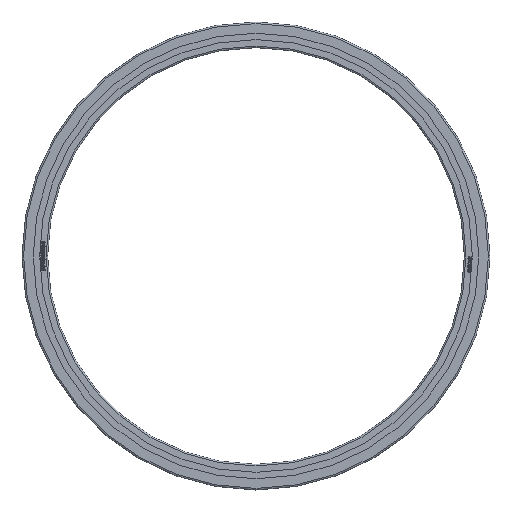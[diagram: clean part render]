
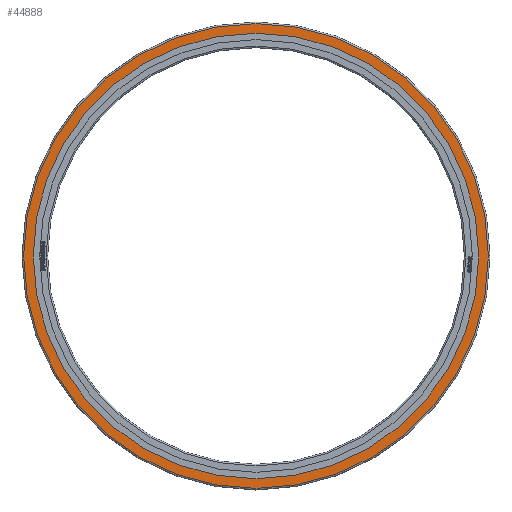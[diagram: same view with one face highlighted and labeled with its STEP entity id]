
A CAD part, top view. The second image highlights one B-rep face of the part: STEP entity #44888.
In plain terms, the highlighted planar face has unit normal (0, 0, 1).
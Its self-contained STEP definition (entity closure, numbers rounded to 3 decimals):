
#439 = PLANE ( 'NONE',  #54354 ) ;
#1483 = CARTESIAN_POINT ( 'NONE',  ( -72.5, 0., 4. ) ) ;
#7065 = AXIS2_PLACEMENT_3D ( 'NONE', #8515, #28928, #17591 ) ;
#8515 = CARTESIAN_POINT ( 'NONE',  ( 0., 0., 4. ) ) ;
#8959 = CARTESIAN_POINT ( 'NONE',  ( 72.5, 0., 4. ) ) ;
#9372 = ORIENTED_EDGE ( 'NONE', *, *, #44452, .T. ) ;
#10262 = CARTESIAN_POINT ( 'NONE',  ( -69.5, 0., 4. ) ) ;
#10692 = DIRECTION ( 'NONE',  ( 1., 0., 0. ) ) ;
#13575 = CARTESIAN_POINT ( 'NONE',  ( 0., 0., 4. ) ) ;
#14771 = ORIENTED_EDGE ( 'NONE', *, *, #14918, .F. ) ;
#14918 = EDGE_CURVE ( 'NONE', #22504, #46811, #32129, .T. ) ;
#17356 = AXIS2_PLACEMENT_3D ( 'NONE', #13575, #42006, #30406 ) ;
#17591 = DIRECTION ( 'NONE',  ( 1., 0., 0. ) ) ;
#17953 = EDGE_CURVE ( 'NONE', #41651, #47135, #22432, .T. ) ;
#18026 = AXIS2_PLACEMENT_3D ( 'NONE', #19769, #45944, #33529 ) ;
#19769 = CARTESIAN_POINT ( 'NONE',  ( 0., 0., 4. ) ) ;
#20023 = CIRCLE ( 'NONE', #17356, 72.5 ) ;
#21769 = ORIENTED_EDGE ( 'NONE', *, *, #17953, .T. ) ;
#21928 = CARTESIAN_POINT ( 'NONE',  ( 0., 0., 4. ) ) ;
#22432 = CIRCLE ( 'NONE', #29600, 72.5 ) ;
#22504 = VERTEX_POINT ( 'NONE', #10262 ) ;
#25221 = ORIENTED_EDGE ( 'NONE', *, *, #53819, .F. ) ;
#28928 = DIRECTION ( 'NONE',  ( 0., 0., 1. ) ) ;
#29600 = AXIS2_PLACEMENT_3D ( 'NONE', #35786, #52630, #10692 ) ;
#29659 = DIRECTION ( 'NONE',  ( 0., 0., 1. ) ) ;
#30406 = DIRECTION ( 'NONE',  ( 1., 0., 0. ) ) ;
#32129 = CIRCLE ( 'NONE', #18026, 69.5 ) ;
#33529 = DIRECTION ( 'NONE',  ( 1., 0., 0. ) ) ;
#34773 = EDGE_LOOP ( 'NONE', ( #25221, #14771 ) ) ;
#35786 = CARTESIAN_POINT ( 'NONE',  ( 0., 0., 4. ) ) ;
#41651 = VERTEX_POINT ( 'NONE', #8959 ) ;
#42006 = DIRECTION ( 'NONE',  ( 0., 0., 1. ) ) ;
#42612 = FACE_OUTER_BOUND ( 'NONE', #48300, .T. ) ;
#44268 = CARTESIAN_POINT ( 'NONE',  ( 69.5, 0., 4. ) ) ;
#44452 = EDGE_CURVE ( 'NONE', #47135, #41651, #20023, .T. ) ;
#44888 = ADVANCED_FACE ( 'NONE', ( #42612, #50633 ), #439, .T. ) ;
#45944 = DIRECTION ( 'NONE',  ( 0., 0., 1. ) ) ;
#46811 = VERTEX_POINT ( 'NONE', #44268 ) ;
#47024 = DIRECTION ( 'NONE',  ( 1., 0., 0. ) ) ;
#47135 = VERTEX_POINT ( 'NONE', #1483 ) ;
#48300 = EDGE_LOOP ( 'NONE', ( #21769, #9372 ) ) ;
#50633 = FACE_BOUND ( 'NONE', #34773, .T. ) ;
#52630 = DIRECTION ( 'NONE',  ( 0., 0., 1. ) ) ;
#52860 = CIRCLE ( 'NONE', #7065, 69.5 ) ;
#53819 = EDGE_CURVE ( 'NONE', #46811, #22504, #52860, .T. ) ;
#54354 = AXIS2_PLACEMENT_3D ( 'NONE', #21928, #29659, #47024 ) ;
